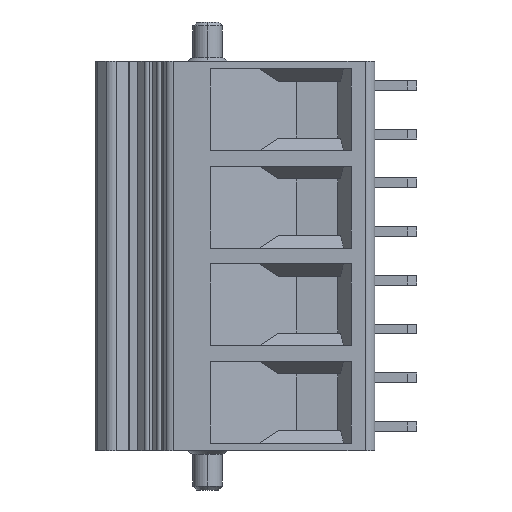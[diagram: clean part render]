
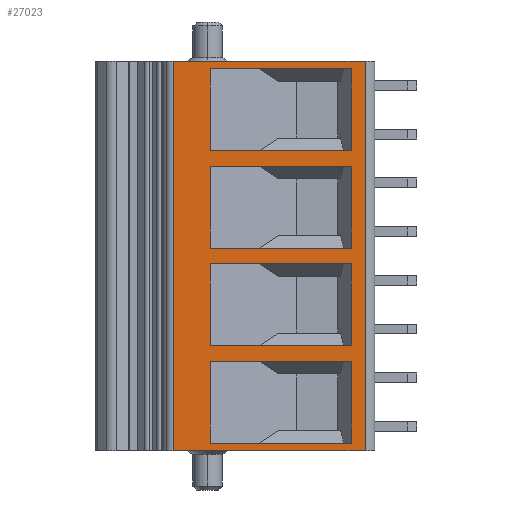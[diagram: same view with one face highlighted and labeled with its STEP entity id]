
A CAD part, left-side view. The second image highlights one B-rep face of the part: STEP entity #27023.
In plain terms, the highlighted planar face has unit normal (-1, 0, 0).
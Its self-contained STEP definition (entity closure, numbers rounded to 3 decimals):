
#7006=DIRECTION('',(0.,1.,0.));
#7007=VECTOR('',#7006,14.466);
#7008=CARTESIAN_POINT('',(-1493.307,-3765.693,-15.8));
#7009=LINE('',#7008,#7007);
#7010=DIRECTION('',(0.,0.,-1.));
#7011=VECTOR('',#7010,8.4);
#7012=CARTESIAN_POINT('',(-1493.307,-3751.227,-15.8));
#7013=LINE('',#7012,#7011);
#7014=DIRECTION('',(0.,1.,0.));
#7015=VECTOR('',#7014,14.466);
#7016=CARTESIAN_POINT('',(-1493.307,-3765.693,
-5.8));
#7017=LINE('',#7016,#7015);
#7018=DIRECTION('',(0.,0.,-1.));
#7019=VECTOR('',#7018,8.4);
#7020=CARTESIAN_POINT('',(-1493.307,-3751.227,
-5.8));
#7021=LINE('',#7020,#7019);
#7022=DIRECTION('',(0.,1.,0.));
#7023=VECTOR('',#7022,14.466);
#7024=CARTESIAN_POINT('',(-1493.307,-3765.693,
4.2));
#7025=LINE('',#7024,#7023);
#7026=DIRECTION('',(0.,0.,-1.));
#7027=VECTOR('',#7026,8.4);
#7028=CARTESIAN_POINT('',(-1493.307,-3751.227,
4.2));
#7029=LINE('',#7028,#7027);
#7030=DIRECTION('',(0.,1.,0.));
#7031=VECTOR('',#7030,14.466);
#7032=CARTESIAN_POINT('',(-1493.307,-3765.693,
14.2));
#7033=LINE('',#7032,#7031);
#7034=DIRECTION('',(0.,0.,-1.));
#7035=VECTOR('',#7034,8.4);
#7036=CARTESIAN_POINT('',(-1493.307,-3751.227,
14.2));
#7037=LINE('',#7036,#7035);
#7038=DIRECTION('',(0.,1.,0.));
#7039=VECTOR('',#7038,19.676);
#7040=CARTESIAN_POINT('',(-1493.307,-3767.091,-25.));
#7041=LINE('',#7040,#7039);
#7042=DIRECTION('',(0.,0.,1.));
#7043=VECTOR('',#7042,40.);
#7044=CARTESIAN_POINT('',(-1493.307,-3747.415,-25.));
#7045=LINE('',#7044,#7043);
#7070=DIRECTION('',(0.,0.,-1.));
#7071=VECTOR('',#7070,8.4);
#7072=CARTESIAN_POINT('',(-1493.307,-3765.693,-15.8));
#7073=LINE('',#7072,#7071);
#7106=DIRECTION('',(0.,1.,0.));
#7107=VECTOR('',#7106,14.466);
#7108=CARTESIAN_POINT('',(-1493.307,-3765.693,-24.2));
#7109=LINE('',#7108,#7107);
#7158=DIRECTION('',(0.,0.,-1.));
#7159=VECTOR('',#7158,8.4);
#7160=CARTESIAN_POINT('',(-1493.307,-3765.693,
-5.8));
#7161=LINE('',#7160,#7159);
#7194=DIRECTION('',(0.,1.,0.));
#7195=VECTOR('',#7194,14.466);
#7196=CARTESIAN_POINT('',(-1493.307,-3765.693,-14.2));
#7197=LINE('',#7196,#7195);
#7246=DIRECTION('',(0.,0.,-1.));
#7247=VECTOR('',#7246,8.4);
#7248=CARTESIAN_POINT('',(-1493.307,-3765.693,
4.2));
#7249=LINE('',#7248,#7247);
#7282=DIRECTION('',(0.,1.,0.));
#7283=VECTOR('',#7282,14.466);
#7284=CARTESIAN_POINT('',(-1493.307,-3765.693,
-4.2));
#7285=LINE('',#7284,#7283);
#7334=DIRECTION('',(0.,0.,-1.));
#7335=VECTOR('',#7334,8.4);
#7336=CARTESIAN_POINT('',(-1493.307,-3765.693,
14.2));
#7337=LINE('',#7336,#7335);
#7370=DIRECTION('',(0.,1.,0.));
#7371=VECTOR('',#7370,14.466);
#7372=CARTESIAN_POINT('',(-1493.307,-3765.693,
5.8));
#7373=LINE('',#7372,#7371);
#7398=DIRECTION('',(0.,0.,1.));
#7399=VECTOR('',#7398,40.);
#7400=CARTESIAN_POINT('',(-1493.307,-3767.091,-25.));
#7401=LINE('',#7400,#7399);
#7936=DIRECTION('',(0.,1.,0.));
#7937=VECTOR('',#7936,19.676);
#7938=CARTESIAN_POINT('',(-1493.307,-3767.091,
15.));
#7939=LINE('',#7938,#7937);
#8302=CARTESIAN_POINT('',(-1493.307,-3767.091,
15.));
#8303=VERTEX_POINT('',#8302);
#8304=CARTESIAN_POINT('',(-1493.307,-3747.415,
15.));
#8305=VERTEX_POINT('',#8304);
#8320=CARTESIAN_POINT('',(-1493.307,-3765.693,
14.2));
#8321=CARTESIAN_POINT('',(-1493.307,-3751.227,
14.2));
#8322=VERTEX_POINT('',#8320);
#8323=VERTEX_POINT('',#8321);
#8324=CARTESIAN_POINT('',(-1493.307,-3751.227,
5.8));
#8325=VERTEX_POINT('',#8324);
#8326=CARTESIAN_POINT('',(-1493.307,-3765.693,
5.8));
#8327=VERTEX_POINT('',#8326);
#8858=CARTESIAN_POINT('',(-1493.307,-3765.693,
4.2));
#8859=CARTESIAN_POINT('',(-1493.307,-3751.227,
4.2));
#8860=VERTEX_POINT('',#8858);
#8861=VERTEX_POINT('',#8859);
#8862=CARTESIAN_POINT('',(-1493.307,-3751.227,
-4.2));
#8863=VERTEX_POINT('',#8862);
#8864=CARTESIAN_POINT('',(-1493.307,-3765.693,
-4.2));
#8865=VERTEX_POINT('',#8864);
#9358=CARTESIAN_POINT('',(-1493.307,-3765.693,
-5.8));
#9359=CARTESIAN_POINT('',(-1493.307,-3751.227,
-5.8));
#9360=VERTEX_POINT('',#9358);
#9361=VERTEX_POINT('',#9359);
#9362=CARTESIAN_POINT('',(-1493.307,-3751.227,-14.2));
#9363=VERTEX_POINT('',#9362);
#9364=CARTESIAN_POINT('',(-1493.307,-3765.693,-14.2));
#9365=VERTEX_POINT('',#9364);
#9892=CARTESIAN_POINT('',(-1493.307,-3747.415,-25.));
#9893=VERTEX_POINT('',#9892);
#9894=CARTESIAN_POINT('',(-1493.307,-3767.091,-25.));
#9895=VERTEX_POINT('',#9894);
#9962=CARTESIAN_POINT('',(-1493.307,-3765.693,-15.8));
#9963=CARTESIAN_POINT('',(-1493.307,-3751.227,-15.8));
#9964=VERTEX_POINT('',#9962);
#9965=VERTEX_POINT('',#9963);
#9966=CARTESIAN_POINT('',(-1493.307,-3751.227,-24.2));
#9967=VERTEX_POINT('',#9966);
#9968=CARTESIAN_POINT('',(-1493.307,-3765.693,-24.2));
#9969=VERTEX_POINT('',#9968);
#26969=CARTESIAN_POINT('',(-1493.307,-3747.415,
10.));
#26970=DIRECTION('',(1.,0.,0.));
#26971=DIRECTION('',(0.,-1.,0.));
#26972=AXIS2_PLACEMENT_3D('',#26969,#26970,#26971);
#26973=PLANE('',#26972);
#26975=ORIENTED_EDGE('',*,*,#26974,.F.);
#26977=ORIENTED_EDGE('',*,*,#26976,.T.);
#26978=ORIENTED_EDGE('',*,*,#26952,.T.);
#26980=ORIENTED_EDGE('',*,*,#26979,.F.);
#26981=EDGE_LOOP('',(#26975,#26977,#26978,#26980));
#26982=FACE_OUTER_BOUND('',#26981,.F.);
#26984=ORIENTED_EDGE('',*,*,#26983,.T.);
#26986=ORIENTED_EDGE('',*,*,#26985,.T.);
#26988=ORIENTED_EDGE('',*,*,#26987,.F.);
#26990=ORIENTED_EDGE('',*,*,#26989,.F.);
#26991=EDGE_LOOP('',(#26984,#26986,#26988,#26990));
#26992=FACE_BOUND('',#26991,.F.);
#26994=ORIENTED_EDGE('',*,*,#26993,.T.);
#26996=ORIENTED_EDGE('',*,*,#26995,.T.);
#26998=ORIENTED_EDGE('',*,*,#26997,.F.);
#27000=ORIENTED_EDGE('',*,*,#26999,.F.);
#27001=EDGE_LOOP('',(#26994,#26996,#26998,#27000));
#27002=FACE_BOUND('',#27001,.F.);
#27004=ORIENTED_EDGE('',*,*,#27003,.T.);
#27006=ORIENTED_EDGE('',*,*,#27005,.T.);
#27008=ORIENTED_EDGE('',*,*,#27007,.F.);
#27010=ORIENTED_EDGE('',*,*,#27009,.F.);
#27011=EDGE_LOOP('',(#27004,#27006,#27008,#27010));
#27012=FACE_BOUND('',#27011,.F.);
#27014=ORIENTED_EDGE('',*,*,#27013,.T.);
#27016=ORIENTED_EDGE('',*,*,#27015,.T.);
#27018=ORIENTED_EDGE('',*,*,#27017,.F.);
#27020=ORIENTED_EDGE('',*,*,#27019,.F.);
#27021=EDGE_LOOP('',(#27014,#27016,#27018,#27020));
#27022=FACE_BOUND('',#27021,.F.);
#26952=EDGE_CURVE('',#9893,#8305,#7045,.T.);
#26974=EDGE_CURVE('',#9895,#8303,#7401,.T.);
#26976=EDGE_CURVE('',#9895,#9893,#7041,.T.);
#26979=EDGE_CURVE('',#8303,#8305,#7939,.T.);
#26983=EDGE_CURVE('',#9360,#9361,#7017,.T.);
#26985=EDGE_CURVE('',#9361,#9363,#7021,.T.);
#26987=EDGE_CURVE('',#9365,#9363,#7197,.T.);
#26989=EDGE_CURVE('',#9360,#9365,#7161,.T.);
#26993=EDGE_CURVE('',#8860,#8861,#7025,.T.);
#26995=EDGE_CURVE('',#8861,#8863,#7029,.T.);
#26997=EDGE_CURVE('',#8865,#8863,#7285,.T.);
#26999=EDGE_CURVE('',#8860,#8865,#7249,.T.);
#27003=EDGE_CURVE('',#8322,#8323,#7033,.T.);
#27005=EDGE_CURVE('',#8323,#8325,#7037,.T.);
#27007=EDGE_CURVE('',#8327,#8325,#7373,.T.);
#27009=EDGE_CURVE('',#8322,#8327,#7337,.T.);
#27013=EDGE_CURVE('',#9964,#9965,#7009,.T.);
#27015=EDGE_CURVE('',#9965,#9967,#7013,.T.);
#27017=EDGE_CURVE('',#9969,#9967,#7109,.T.);
#27019=EDGE_CURVE('',#9964,#9969,#7073,.T.);
#27023=ADVANCED_FACE('',(#26982,#26992,#27002,#27012,#27022),#26973,.F.);
